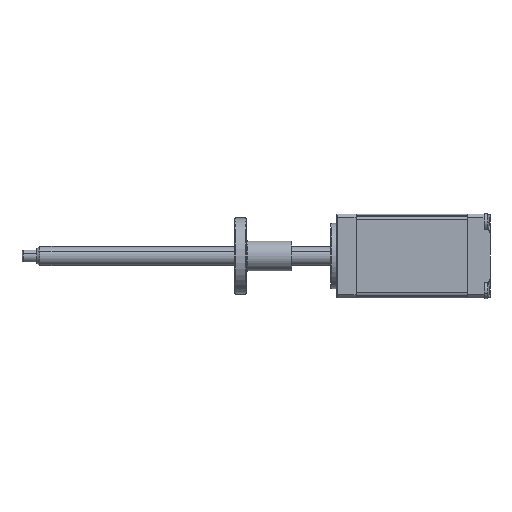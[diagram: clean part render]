
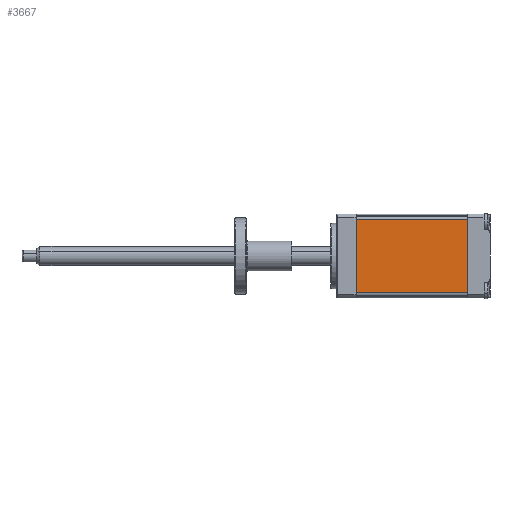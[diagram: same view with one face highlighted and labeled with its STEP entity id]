
A CAD part, left-side view. The second image highlights one B-rep face of the part: STEP entity #3667.
In plain terms, the highlighted planar face has unit normal (-1, 0, 0).
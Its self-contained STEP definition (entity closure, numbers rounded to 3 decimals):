
#322 = CARTESIAN_POINT ( 'NONE',  ( -12.711, 17.576, 45.847 ) ) ;
#526 = CARTESIAN_POINT ( 'NONE',  ( -12.711, -19.524, 45.847 ) ) ;
#1191 = ORIENTED_EDGE ( 'NONE', *, *, #5500, .F. ) ;
#2941 = ORIENTED_EDGE ( 'NONE', *, *, #5220, .T. ) ;
#3361 = LINE ( 'NONE', #526, #6015 ) ;
#3667 = ADVANCED_FACE ( 'NONE', ( #9110 ), #8389, .F. ) ;
#3833 = CARTESIAN_POINT ( 'NONE',  ( -12.711, -19.524, 45.847 ) ) ;
#3858 = DIRECTION ( 'NONE',  ( 1., 0., 0. ) ) ;
#4457 = EDGE_CURVE ( 'NONE', #4587, #5880, #4590, .T. ) ;
#4542 = DIRECTION ( 'NONE',  ( 0., 1., 0. ) ) ;
#4587 = VERTEX_POINT ( 'NONE', #13101 ) ;
#4590 = LINE ( 'NONE', #9588, #10272 ) ;
#4757 = LINE ( 'NONE', #13578, #13403 ) ;
#4828 = VERTEX_POINT ( 'NONE', #3833 ) ;
#5220 = EDGE_CURVE ( 'NONE', #8609, #5880, #12185, .T. ) ;
#5500 = EDGE_CURVE ( 'NONE', #4828, #4587, #3361, .T. ) ;
#5880 = VERTEX_POINT ( 'NONE', #11269 ) ;
#6015 = VECTOR ( 'NONE', #13979, 1000. ) ;
#6045 = AXIS2_PLACEMENT_3D ( 'NONE', #10654, #3858, #11771 ) ;
#6171 = DIRECTION ( 'NONE',  ( 0., 1., 0. ) ) ;
#6933 = EDGE_CURVE ( 'NONE', #4828, #8609, #4757, .T. ) ;
#8389 = PLANE ( 'NONE',  #6045 ) ;
#8609 = VERTEX_POINT ( 'NONE', #10436 ) ;
#9110 = FACE_OUTER_BOUND ( 'NONE', #11639, .T. ) ;
#9208 = VECTOR ( 'NONE', #10411, 1000. ) ;
#9570 = ORIENTED_EDGE ( 'NONE', *, *, #4457, .F. ) ;
#9588 = CARTESIAN_POINT ( 'NONE',  ( -12.711, -19.524, 21.353 ) ) ;
#10272 = VECTOR ( 'NONE', #6171, 1000. ) ;
#10411 = DIRECTION ( 'NONE',  ( 0., 0., -1. ) ) ;
#10436 = CARTESIAN_POINT ( 'NONE',  ( -12.711, 17.576, 45.847 ) ) ;
#10654 = CARTESIAN_POINT ( 'NONE',  ( -12.711, -19.524, 45.847 ) ) ;
#11269 = CARTESIAN_POINT ( 'NONE',  ( -12.711, 17.576, 21.353 ) ) ;
#11639 = EDGE_LOOP ( 'NONE', ( #2941, #9570, #1191, #11985 ) ) ;
#11771 = DIRECTION ( 'NONE',  ( 0., 0., 1. ) ) ;
#11985 = ORIENTED_EDGE ( 'NONE', *, *, #6933, .T. ) ;
#12185 = LINE ( 'NONE', #322, #9208 ) ;
#13101 = CARTESIAN_POINT ( 'NONE',  ( -12.711, -19.524, 21.353 ) ) ;
#13403 = VECTOR ( 'NONE', #4542, 1000. ) ;
#13578 = CARTESIAN_POINT ( 'NONE',  ( -12.711, -19.524, 45.847 ) ) ;
#13979 = DIRECTION ( 'NONE',  ( 0., 0., -1. ) ) ;
